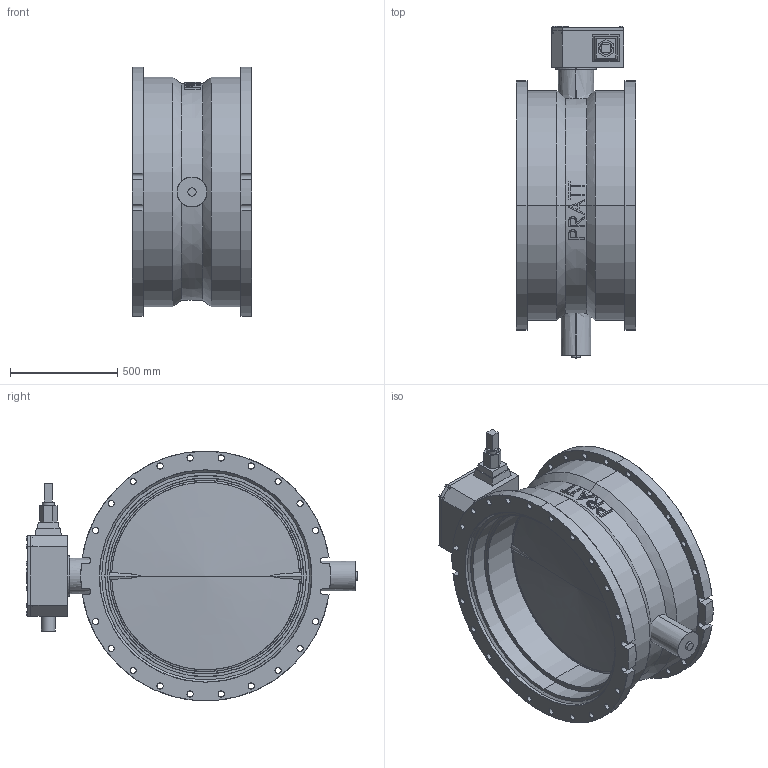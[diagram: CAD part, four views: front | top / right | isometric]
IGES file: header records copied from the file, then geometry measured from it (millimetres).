
Start section: SolidWorks IGES file using analytic representation for surfaces
Global section: file name: 150B-MJ-36.IGS; native system: SolidWorks 2014; preprocessor: SolidWorks 2014; author: PRINCE; date: 170425.232612; units: millimetre
Bounding box: 558.8 x 1549.27 x 1165.35 mm (x, y, z)
Surface area: 9657403 mm2 (no closed solid volume)
Topology: 0 solids, 0 shells, 463 faces, 8928 edges, 8924 vertices
Faces by surface type: bspline 238, revolution 225
